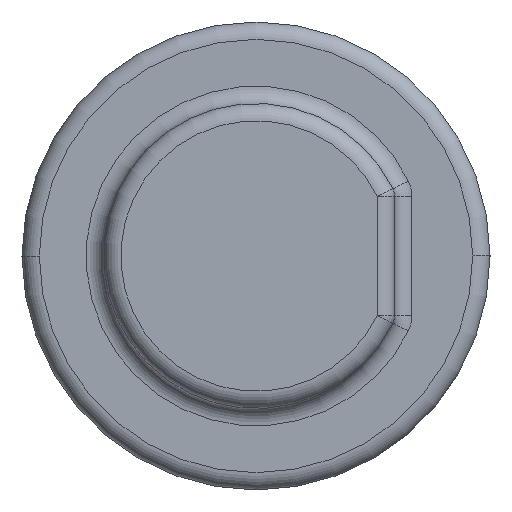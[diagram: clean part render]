
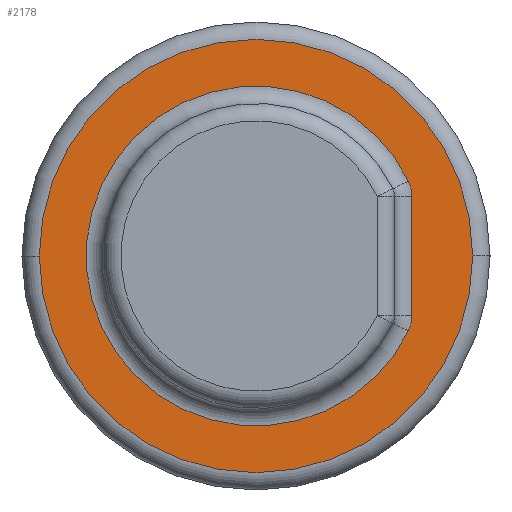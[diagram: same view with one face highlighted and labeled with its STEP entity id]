
A CAD part, left-side view. The second image highlights one B-rep face of the part: STEP entity #2178.
In plain terms, the highlighted face is planar.
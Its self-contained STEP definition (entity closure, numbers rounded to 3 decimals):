
#198=CARTESIAN_POINT('',(0.,0.,0.));
#199=DIRECTION('',(0.,-1.,0.));
#200=DIRECTION('',(1.,0.,0.));
#201=AXIS2_PLACEMENT_3D('',#198,#199,#200);
#203=CARTESIAN_POINT('',(0.,0.,0.));
#204=DIRECTION('',(0.,-1.,0.));
#205=DIRECTION('',(-1.,0.,0.));
#206=AXIS2_PLACEMENT_3D('',#203,#204,#205);
#208=CARTESIAN_POINT('',(-7.,0.,3.441));
#209=DIRECTION('',(0.,-1.,0.));
#210=DIRECTION('',(-0.897,0.,0.441));
#211=AXIS2_PLACEMENT_3D('',#208,#209,#210);
#213=CARTESIAN_POINT('',(0.,0.,0.));
#214=DIRECTION('',(0.,-1.,0.));
#215=DIRECTION('',(-0.897,0.,-0.441));
#216=AXIS2_PLACEMENT_3D('',#213,#214,#215);
#218=CARTESIAN_POINT('',(-7.,0.,-3.441));
#219=DIRECTION('',(0.,-1.,0.));
#220=DIRECTION('',(-1.,0.,0.));
#221=AXIS2_PLACEMENT_3D('',#218,#219,#220);
#223=DIRECTION('',(0.,0.,-1.));
#224=VECTOR('',#223,6.882);
#225=CARTESIAN_POINT('',(-9.,0.,3.441));
#226=LINE('',#225,#224);
#1871=CARTESIAN_POINT('',(12.5,0.,0.));
#1872=CARTESIAN_POINT('',(-12.5,0.,0.));
#1873=VERTEX_POINT('',#1871);
#1874=VERTEX_POINT('',#1872);
#1887=CARTESIAN_POINT('',(-8.795,0.,4.323));
#1888=CARTESIAN_POINT('',(-9.,0.,3.441));
#1889=VERTEX_POINT('',#1887);
#1890=VERTEX_POINT('',#1888);
#1893=CARTESIAN_POINT('',(-9.,0.,-3.441));
#1894=VERTEX_POINT('',#1893);
#1897=CARTESIAN_POINT('',(-8.795,0.,-4.323));
#1898=VERTEX_POINT('',#1897);
#2157=CARTESIAN_POINT('',(0.,0.,0.));
#2158=DIRECTION('',(0.,-1.,0.));
#2159=DIRECTION('',(-1.,0.,0.));
#2160=AXIS2_PLACEMENT_3D('',#2157,#2158,#2159);
#2161=PLANE('',#2160);
#2163=ORIENTED_EDGE('',*,*,#2162,.T.);
#2165=ORIENTED_EDGE('',*,*,#2164,.T.);
#2166=EDGE_LOOP('',(#2163,#2165));
#2167=FACE_OUTER_BOUND('',#2166,.F.);
#2169=ORIENTED_EDGE('',*,*,#2168,.F.);
#2171=ORIENTED_EDGE('',*,*,#2170,.F.);
#2173=ORIENTED_EDGE('',*,*,#2172,.F.);
#2175=ORIENTED_EDGE('',*,*,#2174,.F.);
#2176=EDGE_LOOP('',(#2169,#2171,#2173,#2175));
#2177=FACE_BOUND('',#2176,.F.);
#2178=ADVANCED_FACE('',(#2167,#2177),#2161,.F.);
#202=CIRCLE('',#201,12.5);
#207=CIRCLE('',#206,12.5);
#212=CIRCLE('',#211,2.);
#217=CIRCLE('',#216,9.8);
#222=CIRCLE('',#221,2.);
#2162=EDGE_CURVE('',#1873,#1874,#202,.T.);
#2164=EDGE_CURVE('',#1874,#1873,#207,.T.);
#2168=EDGE_CURVE('',#1889,#1890,#212,.T.);
#2170=EDGE_CURVE('',#1898,#1889,#217,.T.);
#2172=EDGE_CURVE('',#1894,#1898,#222,.T.);
#2174=EDGE_CURVE('',#1890,#1894,#226,.T.);
